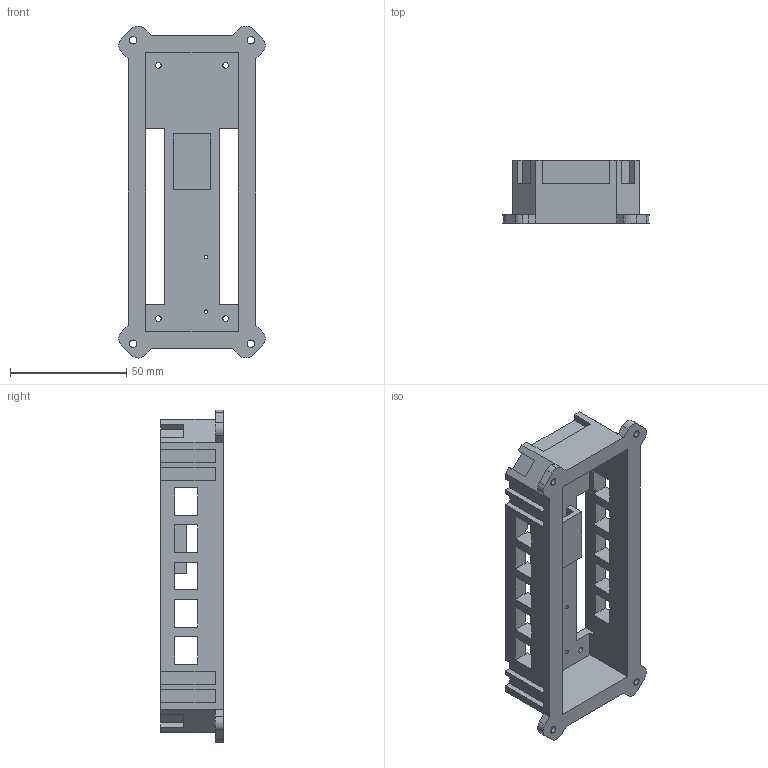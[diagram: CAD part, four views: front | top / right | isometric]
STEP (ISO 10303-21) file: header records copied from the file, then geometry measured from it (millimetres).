
FILE_DESCRIPTION (( 'STEP AP214' ), '1' );
FILE_NAME ('1stLevelTram.STEP', '2024-08-03T07:01:34', ( 'HP' ), ( 'HP' ), 'SwSTEP 2.0', 'SolidWorks 2023', '' );
FILE_SCHEMA (( 'AUTOMOTIVE_DESIGN' ));
Length unit declared in the file: millimetre
Products named in the file (1): 1stLevelTram
Bounding box: 62.97 x 27 x 143 mm (x, y, z)
Volume: 66048.7 mm3; surface area: 34817.9 mm2
Topology: 1 solids, 1 shells, 196 faces, 578 edges, 374 vertices
Faces by surface type: plane 158, cylinder 30, cone 8
Entity records: 6533 total; most frequent: ORIENTED_EDGE 1156, CARTESIAN_POINT 1149, DIRECTION 1040, EDGE_CURVE 578, VECTOR 510, LINE 510, VERTEX_POINT 374, AXIS2_PLACEMENT_3D 265
